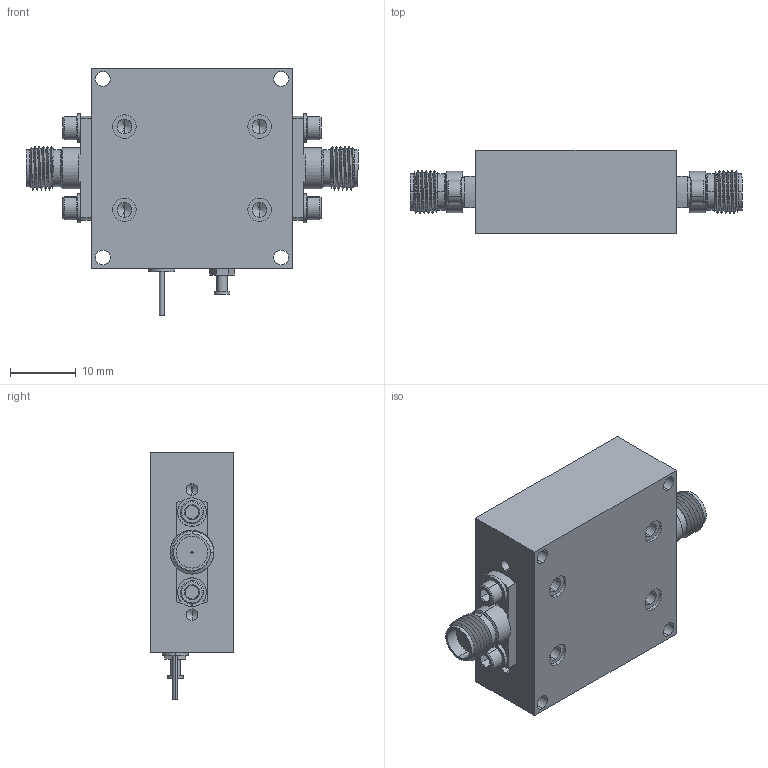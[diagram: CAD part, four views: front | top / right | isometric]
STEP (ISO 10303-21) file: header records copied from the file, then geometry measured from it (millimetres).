
FILE_DESCRIPTION (( 'STEP AP203' ), '1' );
FILE_NAME ('BG-SC-1 DF.STEP', '2019-05-16T23:24:01', ( '' ), ( '' ), 'SwSTEP 2.0', 'SolidWorks 2016', '' );
FILE_SCHEMA (( 'CONFIG_CONTROL_DESIGN' ));
Products named in the file (1): BG-SC-1 DF
Bounding box: 50.55 x 12.7 x 37.72 mm (x, y, z)
Volume: 12102.9 mm3; surface area: 6239.4 mm2
Topology: 3 solids, 4 shells, 874 faces, 2344 edges, 1485 vertices
Faces by surface type: cylinder 492, plane 206, cone 148, bspline 24, torus 4
Entity records: 39197 total; most frequent: CARTESIAN_POINT 19412, ORIENTED_EDGE 4604, DIRECTION 3690, EDGE_CURVE 2302, VERTEX_POINT 1485, AXIS2_PLACEMENT_3D 1409, EDGE_LOOP 949, ADVANCED_FACE 874
